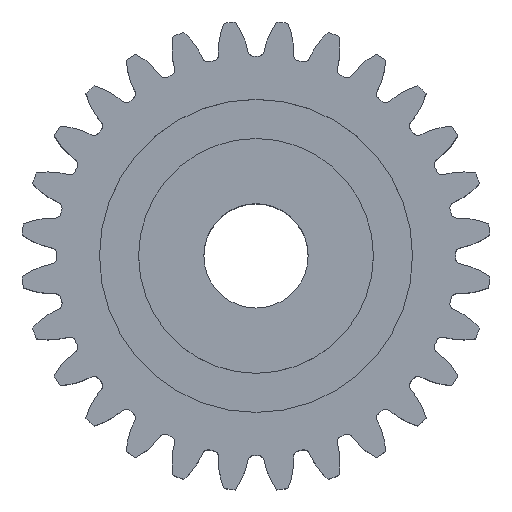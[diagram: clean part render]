
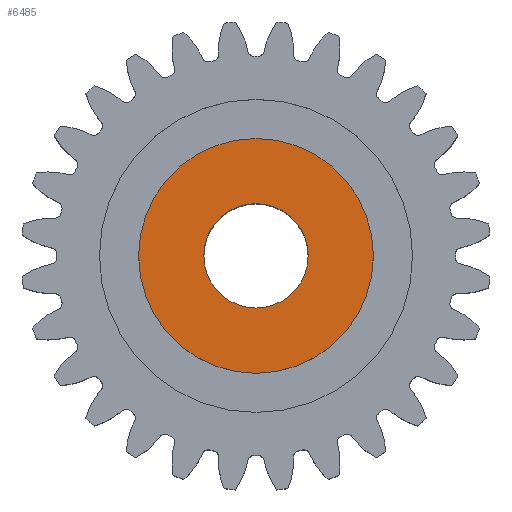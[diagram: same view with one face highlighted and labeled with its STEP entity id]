
A CAD part, top view. The second image highlights one B-rep face of the part: STEP entity #6485.
In plain terms, the highlighted planar face has unit normal (0, 0, 1).
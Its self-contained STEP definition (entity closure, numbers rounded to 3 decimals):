
#543 = CARTESIAN_POINT ( 'NONE',  ( 4., 0., 10. ) ) ;
#661 = CARTESIAN_POINT ( 'NONE',  ( -4., 0., 10. ) ) ;
#817 = DIRECTION ( 'NONE',  ( 1., 0., 0. ) ) ;
#818 = DIRECTION ( 'NONE',  ( 0., 0., 1. ) ) ;
#819 = CARTESIAN_POINT ( 'NONE',  ( 0., 0., 10. ) ) ;
#820 = AXIS2_PLACEMENT_3D ( 'NONE', #819, #818, #817 ) ;
#821 = CIRCLE ( 'NONE', #820, 4. ) ;
#1813 = DIRECTION ( 'NONE',  ( 1., 0., 0. ) ) ;
#1814 = DIRECTION ( 'NONE',  ( 0., 0., 1. ) ) ;
#1815 = CARTESIAN_POINT ( 'NONE',  ( 0., 0., 10. ) ) ;
#1816 = AXIS2_PLACEMENT_3D ( 'NONE', #1815, #1814, #1813 ) ;
#1917 = CIRCLE ( 'NONE', #1816, 9. ) ;
#1928 = CARTESIAN_POINT ( 'NONE',  ( -9., 0., 10. ) ) ;
#2013 = CARTESIAN_POINT ( 'NONE',  ( 9., 0., 10. ) ) ;
#2263 = CIRCLE ( 'NONE', #2317, 9. ) ;
#2269 = CARTESIAN_POINT ( 'NONE',  ( 0., 0., 10. ) ) ;
#2317 = AXIS2_PLACEMENT_3D ( 'NONE', #2269, #2331, #2330 ) ;
#2330 = DIRECTION ( 'NONE',  ( 1., 0., 0. ) ) ;
#2331 = DIRECTION ( 'NONE',  ( 0., 0., 1. ) ) ;
#2350 = AXIS2_PLACEMENT_3D ( 'NONE', #2482, #2467, #2466 ) ;
#2351 = CIRCLE ( 'NONE', #2350, 4. ) ;
#2365 = PLANE ( 'NONE',  #2479 ) ;
#2366 = FACE_BOUND ( 'NONE', #6486, .T. ) ;
#2399 = DIRECTION ( 'NONE',  ( 1., 0., 0. ) ) ;
#2441 = CARTESIAN_POINT ( 'NONE',  ( 0., 0., 10. ) ) ;
#2465 = DIRECTION ( 'NONE',  ( 0., 0., 1. ) ) ;
#2466 = DIRECTION ( 'NONE',  ( 1., 0., 0. ) ) ;
#2467 = DIRECTION ( 'NONE',  ( 0., 0., 1. ) ) ;
#2479 = AXIS2_PLACEMENT_3D ( 'NONE', #2441, #2465, #2399 ) ;
#2482 = CARTESIAN_POINT ( 'NONE',  ( 0., 0., 10. ) ) ;
#2485 = FACE_OUTER_BOUND ( 'NONE', #6431, .T. ) ;
#5604 = VERTEX_POINT ( 'NONE', #543 ) ;
#5642 = VERTEX_POINT ( 'NONE', #661 ) ;
#5705 = EDGE_CURVE ( 'NONE', #5642, #5604, #821, .T. ) ;
#6291 = VERTEX_POINT ( 'NONE', #2013 ) ;
#6304 = EDGE_CURVE ( 'NONE', #6291, #6307, #1917, .T. ) ;
#6307 = VERTEX_POINT ( 'NONE', #1928 ) ;
#6429 = ORIENTED_EDGE ( 'NONE', *, *, #5705, .F. ) ;
#6431 = EDGE_LOOP ( 'NONE', ( #6432, #6474 ) ) ;
#6432 = ORIENTED_EDGE ( 'NONE', *, *, #6471, .T. ) ;
#6434 = ORIENTED_EDGE ( 'NONE', *, *, #6484, .F. ) ;
#6471 = EDGE_CURVE ( 'NONE', #6307, #6291, #2263, .T. ) ;
#6474 = ORIENTED_EDGE ( 'NONE', *, *, #6304, .T. ) ;
#6484 = EDGE_CURVE ( 'NONE', #5604, #5642, #2351, .T. ) ;
#6485 = ADVANCED_FACE ( 'NONE', ( #2366, #2485 ), #2365, .T. ) ;
#6486 = EDGE_LOOP ( 'NONE', ( #6434, #6429 ) ) ;
